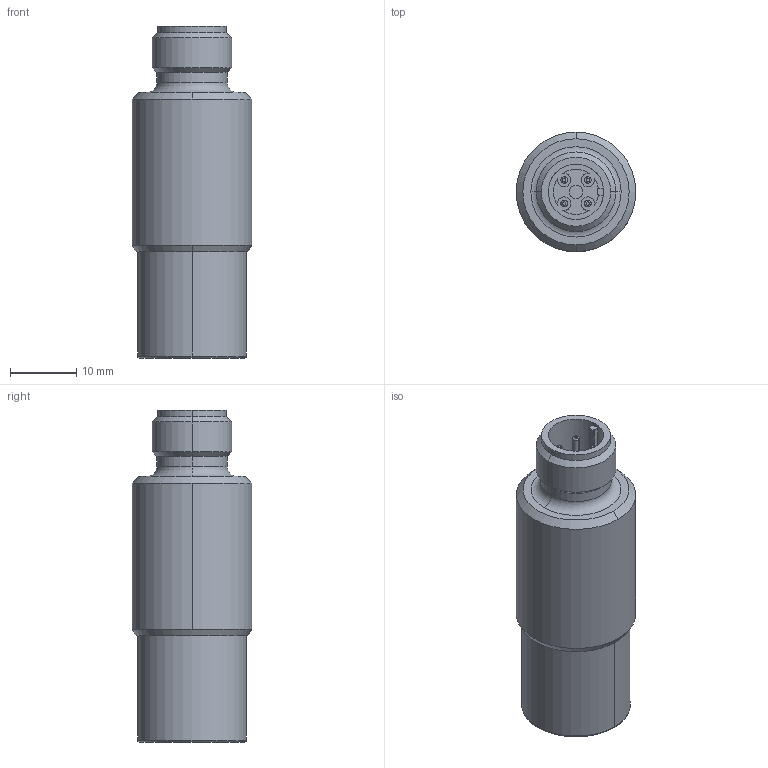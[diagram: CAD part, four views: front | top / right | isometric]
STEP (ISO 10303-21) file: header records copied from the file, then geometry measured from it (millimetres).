
FILE_DESCRIPTION((''),'2;1');
FILE_NAME('DM_CAD-2074_SW0001','2015-02-05T',('Creinig-se'),(''),'PRO/ENGINEER BY PARAMETRIC TECHNOLOGY CORPORATION, 2013050','PRO/ENGINEER BY PARAMETRIC TECHNOLOGY CORPORATION, 2013050','');
FILE_SCHEMA(('CONFIG_CONTROL_DESIGN'));
Length unit declared in the file: millimetre
Products named in the file (1): DM_CAD-2074_SW0001
Bounding box: 18 x 18 x 50 mm (x, y, z)
Volume: 9967 mm3; surface area: 3409.4 mm2
Topology: 5 solids, 5 shells, 96 faces, 269 edges, 246 vertices
Faces by surface type: cylinder 49, plane 27, cone 8, bspline 7, torus 5
Entity records: 4113 total; most frequent: CARTESIAN_POINT 699, DIRECTION 607, ORIENTED_EDGE 436, AXIS2_PLACEMENT_3D 248, EDGE_CURVE 218, CIRCLE 158, PRESENTATION_STYLE_ASSIGNMENT 148, STYLED_ITEM 148
